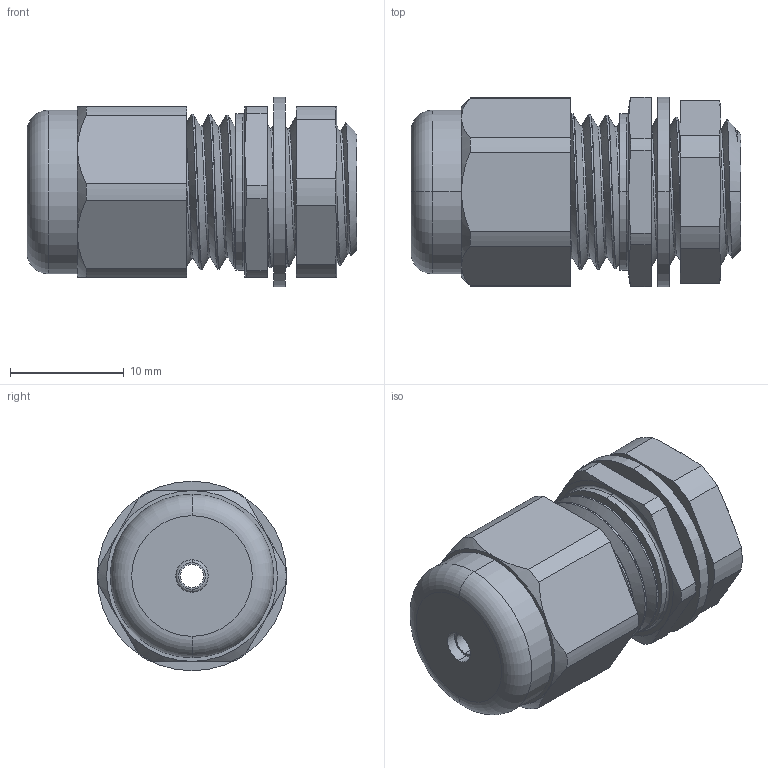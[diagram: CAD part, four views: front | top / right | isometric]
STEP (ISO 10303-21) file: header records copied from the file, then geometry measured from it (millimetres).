
FILE_DESCRIPTION (( 'STEP AP203' ), '1' );
FILE_NAME ('69915K46.step', '2015-04-21T20:08:47', ( '' ), ( '' ), 'SwSTEP 2.0', 'SolidWorks 2010', '' );
FILE_SCHEMA (( 'CONFIG_CONTROL_DESIGN' ));
Length unit declared in the file: inch
Products named in the file (1): 69915K46
Bounding box: 28.96 x 16.67 x 16.63 mm (x, y, z)
Volume: 4600.2 mm3; surface area: 3029.1 mm2
Topology: 4 solids, 4 shells, 127 faces, 307 edges, 196 vertices
Faces by surface type: cone 41, cylinder 38, plane 34, bspline 8, torus 6
Entity records: 30418 total; most frequent: CARTESIAN_POINT 27458, ORIENTED_EDGE 614, DIRECTION 573, EDGE_CURVE 307, AXIS2_PLACEMENT_3D 239, VERTEX_POINT 196, EDGE_LOOP 143, ADVANCED_FACE 127
